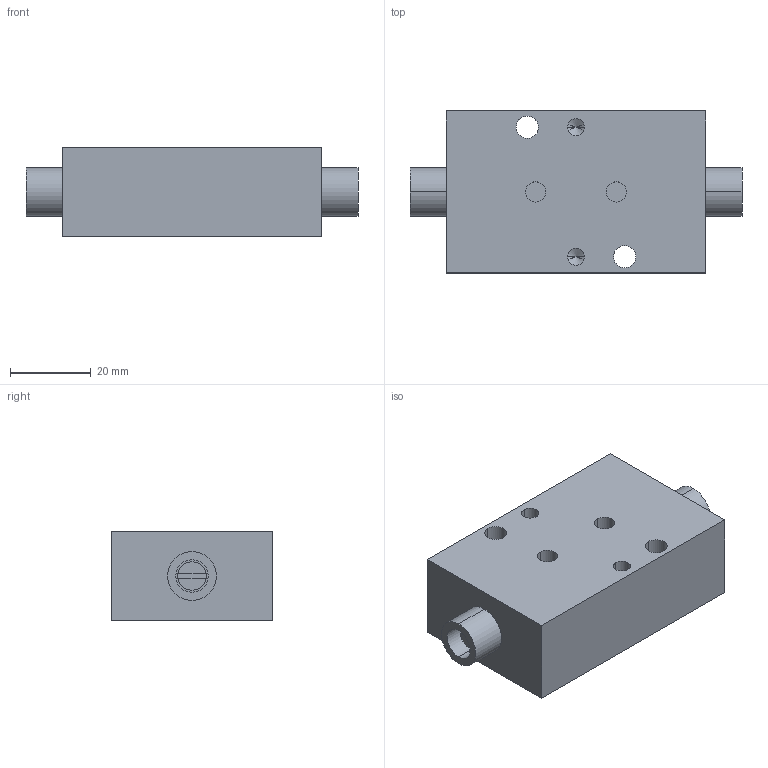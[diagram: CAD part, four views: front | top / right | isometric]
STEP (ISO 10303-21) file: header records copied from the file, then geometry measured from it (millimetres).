
FILE_DESCRIPTION (( 'STEP AP203' ), '1' );
FILE_NAME ('DRN5_611.STEP', '2019-01-03T16:08:37', ( '' ), ( '' ), 'SwSTEP 2.0', 'SolidWorks 2013', '' );
FILE_SCHEMA (( 'CONFIG_CONTROL_DESIGN' ));
Length unit declared in the file: millimetre
Products named in the file (1): DRN5_611
Bounding box: 82 x 40 x 22 mm (x, y, z)
Volume: 54453.4 mm3; surface area: 12872.6 mm2
Topology: 1 solids, 1 shells, 65 faces, 150 edges, 98 vertices
Faces by surface type: cylinder 34, plane 27, cone 4
Entity records: 1941 total; most frequent: DIRECTION 358, CARTESIAN_POINT 310, ORIENTED_EDGE 292, AXIS2_PLACEMENT_3D 146, EDGE_CURVE 146, VERTEX_POINT 98, EDGE_LOOP 84, CIRCLE 80
